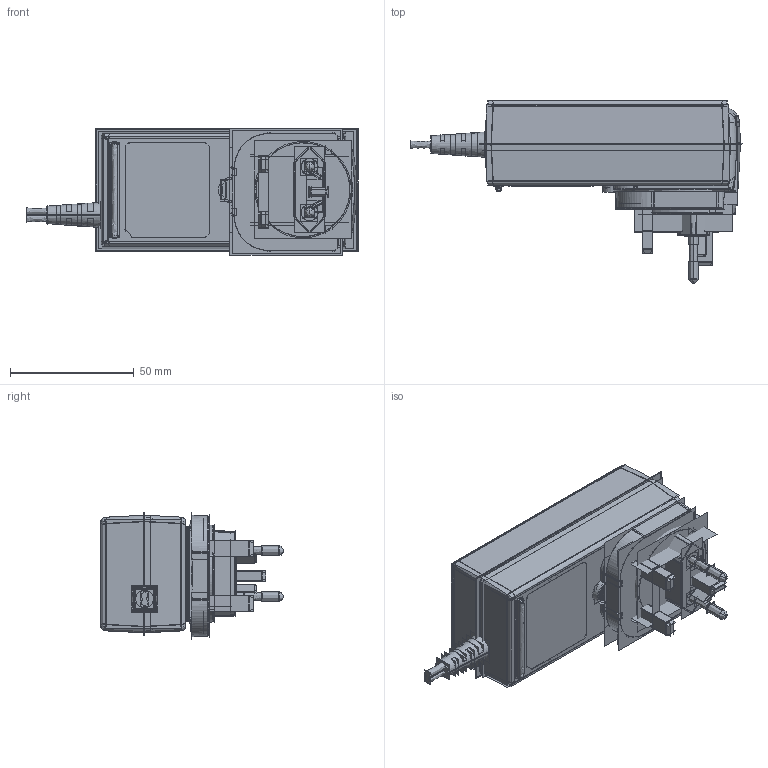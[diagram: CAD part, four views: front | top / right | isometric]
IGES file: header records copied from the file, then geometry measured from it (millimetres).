
Start section:  PTC IGES file: DR3.igs
Global section: file name: DR3.igs; native system: Pro/ENGINEER by Parametric Technology Corporation; preprocessor: 2010280; author: Administrator; organization: Unknown; date: 20180424.150653; units: millimetre
Bounding box: 134 x 73.83 x 51.06 mm (x, y, z)
Volume: 287141.9 mm3; surface area: 1887329 mm2
Topology: 66 solids, 66 shells, 8170 faces, 41328 edges, 51673 vertices
Faces by surface type: bspline 5552, revolution 2604, extrusion 14
